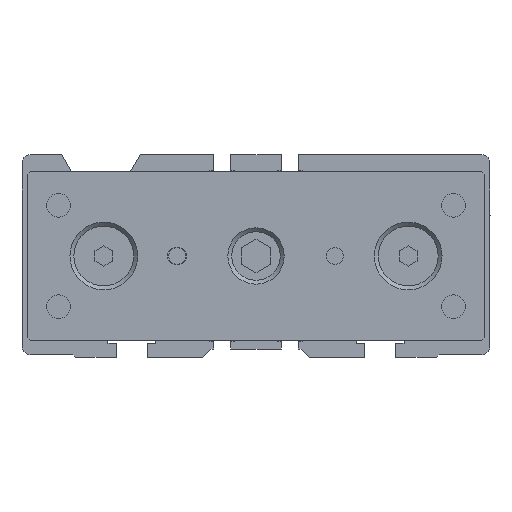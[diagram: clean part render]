
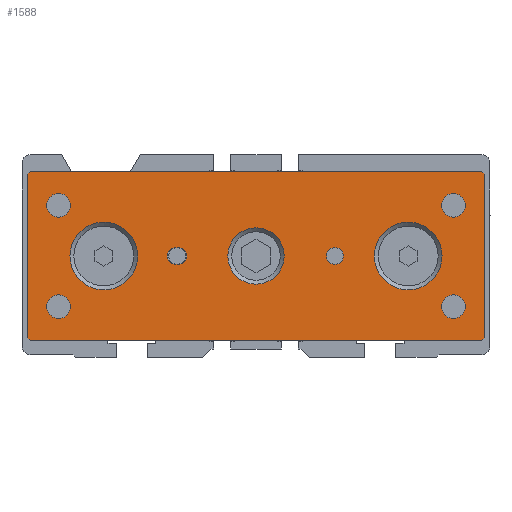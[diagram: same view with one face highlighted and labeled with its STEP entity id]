
A CAD part, left-side view. The second image highlights one B-rep face of the part: STEP entity #1588.
In plain terms, the highlighted planar face has unit normal (-1, 0, 0).
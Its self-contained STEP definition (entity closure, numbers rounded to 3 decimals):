
#1076=CARTESIAN_POINT('',(170.,-285.75,-1.5));
#1077=VERTEX_POINT('Vertex62',#1076);
#1084=CARTESIAN_POINT('',(170.,-286.25,-1.5));
#1085=VERTEX_POINT('Vertex63',#1084);
#1086=CARTESIAN_POINT('',(170.,-286.,-1.5));
#1087=DIRECTION('',(0.,1.,0.));
#1088=VECTOR('',#1087,1.);
#1089=LINE('nurbsCrv81',#1086,#1088);
#1090=EDGE_CURVE('Edge81',#1085,#1077,#1089,.T.);
#1168=CARTESIAN_POINT('',(170.,-315.5,0.));
#1169=VERTEX_POINT('Vertex67',#1168);
#1170=CARTESIAN_POINT('',(170.,-314.,0.));
#1171=DIRECTION('',(1.,0.,0.));
#1172=DIRECTION('',(0.,-1.,0.));
#1173=AXIS2_PLACEMENT_3D('',#1170,#1171,#1172);
#1174=CIRCLE('nurbsCrv88',#1173,1.5);
#1175=EDGE_CURVE('Edge88',#1169,#1169,#1174,.T.);
#1186=CARTESIAN_POINT('',(170.,-285.75,1.5));
#1187=VERTEX_POINT('Vertex68',#1186);
#1194=CARTESIAN_POINT('',(170.,-285.75,0.));
#1195=DIRECTION('',(1.,0.,0.));
#1196=DIRECTION('',(0.,0.,-1.));
#1197=AXIS2_PLACEMENT_3D('',#1194,#1195,#1196);
#1198=CIRCLE('nurbsCrv90',#1197,1.5);
#1199=EDGE_CURVE('Edge90',#1077,#1187,#1198,.T.);
#1212=CARTESIAN_POINT('',(170.,-286.25,1.5));
#1213=VERTEX_POINT('Vertex69',#1212);
#1214=CARTESIAN_POINT('',(170.,-286.25,0.));
#1215=DIRECTION('',(1.,0.,0.));
#1216=DIRECTION('',(0.,0.,1.));
#1217=AXIS2_PLACEMENT_3D('',#1214,#1215,#1216);
#1218=CIRCLE('nurbsCrv91',#1217,1.5);
#1219=EDGE_CURVE('Edge91',#1213,#1085,#1218,.T.);
#1237=CARTESIAN_POINT('',(170.,-286.,1.5));
#1238=DIRECTION('',(0.,-1.,0.));
#1239=VECTOR('',#1238,1.);
#1240=LINE('nurbsCrv93',#1237,#1239);
#1241=EDGE_CURVE('Edge93',#1187,#1213,#1240,.T.);
#1253=CARTESIAN_POINT('',(170.,-333.,0.));
#1254=VERTEX_POINT('Vertex70',#1253);
#1255=CARTESIAN_POINT('',(170.,-327.,0.));
#1256=DIRECTION('',(1.,0.,0.));
#1257=DIRECTION('',(0.,-1.,0.));
#1258=AXIS2_PLACEMENT_3D('',#1255,#1256,#1257);
#1259=CIRCLE('nurbsCrv94',#1258,6.);
#1260=EDGE_CURVE('Edge94',#1254,#1254,#1259,.T.);
#1273=CARTESIAN_POINT('',(170.,-305.,0.));
#1274=VERTEX_POINT('Vertex71',#1273);
#1275=CARTESIAN_POINT('',(170.,-300.,0.));
#1276=DIRECTION('',(1.,0.,0.));
#1277=DIRECTION('',(0.,-1.,0.));
#1278=AXIS2_PLACEMENT_3D('',#1275,#1276,#1277);
#1279=CIRCLE('nurbsCrv95',#1278,5.);
#1280=EDGE_CURVE('Edge95',#1274,#1274,#1279,.T.);
#1293=CARTESIAN_POINT('',(170.,-279.,0.));
#1294=VERTEX_POINT('Vertex72',#1293);
#1295=CARTESIAN_POINT('',(170.,-273.,0.));
#1296=DIRECTION('',(1.,0.,0.));
#1297=DIRECTION('',(0.,-1.,0.));
#1298=AXIS2_PLACEMENT_3D('',#1295,#1296,#1297);
#1299=CIRCLE('nurbsCrv96',#1298,6.);
#1300=EDGE_CURVE('Edge96',#1294,#1294,#1299,.T.);
#1317=CARTESIAN_POINT('',(170.,-337.1,-9.));
#1318=VERTEX_POINT('Vertex73',#1317);
#1319=CARTESIAN_POINT('',(170.,-335.,-9.));
#1320=DIRECTION('',(1.,0.,0.));
#1321=DIRECTION('',(0.,-1.,0.));
#1322=AXIS2_PLACEMENT_3D('',#1319,#1320,#1321);
#1323=CIRCLE('nurbsCrv97',#1322,2.1);
#1324=EDGE_CURVE('Edge97',#1318,#1318,#1323,.T.);
#1338=CARTESIAN_POINT('',(170.,-337.1,9.));
#1339=VERTEX_POINT('Vertex74',#1338);
#1340=CARTESIAN_POINT('',(170.,-335.,9.));
#1341=DIRECTION('',(1.,0.,0.));
#1342=DIRECTION('',(0.,-1.,0.));
#1343=AXIS2_PLACEMENT_3D('',#1340,#1341,#1342);
#1344=CIRCLE('nurbsCrv98',#1343,2.1);
#1345=EDGE_CURVE('Edge98',#1339,#1339,#1344,.T.);
#1359=CARTESIAN_POINT('',(170.,-267.1,-9.));
#1360=VERTEX_POINT('Vertex75',#1359);
#1361=CARTESIAN_POINT('',(170.,-265.,-9.));
#1362=DIRECTION('',(1.,0.,0.));
#1363=DIRECTION('',(0.,-1.,0.));
#1364=AXIS2_PLACEMENT_3D('',#1361,#1362,#1363);
#1365=CIRCLE('nurbsCrv99',#1364,2.1);
#1366=EDGE_CURVE('Edge99',#1360,#1360,#1365,.T.);
#1380=CARTESIAN_POINT('',(170.,-267.1,9.));
#1381=VERTEX_POINT('Vertex76',#1380);
#1382=CARTESIAN_POINT('',(170.,-265.,9.));
#1383=DIRECTION('',(1.,0.,0.));
#1384=DIRECTION('',(0.,-1.,0.));
#1385=AXIS2_PLACEMENT_3D('',#1382,#1383,#1384);
#1386=CIRCLE('nurbsCrv100',#1385,2.1);
#1387=EDGE_CURVE('Edge100',#1381,#1381,#1386,.T.);
#1398=CARTESIAN_POINT('',(170.,-259.5,14.5));
#1399=VERTEX_POINT('Vertex77',#1398);
#1406=CARTESIAN_POINT('',(170.,-260.,15.));
#1407=VERTEX_POINT('Vertex78',#1406);
#1408=CARTESIAN_POINT('',(170.,-259.75,14.75));
#1409=DIRECTION('',(0.,0.707,-0.707));
#1410=VECTOR('',#1409,1.);
#1411=LINE('nurbsCrv102',#1408,#1410);
#1412=EDGE_CURVE('Edge102',#1407,#1399,#1411,.T.);
#1429=CARTESIAN_POINT('',(170.,-259.5,-14.5));
#1430=VERTEX_POINT('Vertex79',#1429);
#1437=CARTESIAN_POINT('',(170.,-259.5,0.));
#1438=DIRECTION('',(0.,0.,1.));
#1439=VECTOR('',#1438,1.);
#1440=LINE('nurbsCrv105',#1437,#1439);
#1441=EDGE_CURVE('Edge105',#1430,#1399,#1440,.T.);
#1453=CARTESIAN_POINT('',(170.,-260.,-15.));
#1454=VERTEX_POINT('Vertex80',#1453);
#1461=CARTESIAN_POINT('',(170.,-259.75,-14.75));
#1462=DIRECTION('',(0.,0.707,0.707));
#1463=VECTOR('',#1462,1.);
#1464=LINE('nurbsCrv107',#1461,#1463);
#1465=EDGE_CURVE('Edge107',#1454,#1430,#1464,.T.);
#1477=CARTESIAN_POINT('',(170.,-340.,-15.));
#1478=VERTEX_POINT('Vertex81',#1477);
#1485=CARTESIAN_POINT('',(170.,-300.,-15.));
#1486=DIRECTION('',(0.,1.,0.));
#1487=VECTOR('',#1486,1.);
#1488=LINE('nurbsCrv109',#1485,#1487);
#1489=EDGE_CURVE('Edge109',#1478,#1454,#1488,.T.);
#1501=CARTESIAN_POINT('',(170.,-340.5,-14.5));
#1502=VERTEX_POINT('Vertex82',#1501);
#1509=CARTESIAN_POINT('',(170.,-340.25,-14.75));
#1510=DIRECTION('',(0.,-0.707,0.707));
#1511=VECTOR('',#1510,1.);
#1512=LINE('nurbsCrv111',#1509,#1511);
#1513=EDGE_CURVE('Edge111',#1478,#1502,#1512,.T.);
#1524=CARTESIAN_POINT('',(170.,-340.5,14.5));
#1525=VERTEX_POINT('Vertex84',#1524);
#1526=CARTESIAN_POINT('',(170.,-340.,15.));
#1527=VERTEX_POINT('Vertex83',#1526);
#1528=CARTESIAN_POINT('',(170.,-340.25,14.75));
#1529=DIRECTION('',(0.,0.707,0.707));
#1530=VECTOR('',#1529,1.);
#1531=LINE('nurbsCrv112',#1528,#1530);
#1532=EDGE_CURVE('Edge112',#1525,#1527,#1531,.T.);
#1533=ORIENTED_EDGE('Edgeuse205',*,*,#1532,.T.);
#1534=CARTESIAN_POINT('',(170.,-300.,15.));
#1535=DIRECTION('',(0.,1.,0.));
#1536=VECTOR('',#1535,1.);
#1537=LINE('nurbsCrv113',#1534,#1536);
#1538=EDGE_CURVE('Edge113',#1527,#1407,#1537,.T.);
#1539=ORIENTED_EDGE('Edgeuse206',*,*,#1538,.T.);
#1540=ORIENTED_EDGE('Edgeuse207',*,*,#1412,.T.);
#1541=ORIENTED_EDGE('Edgeuse208',*,*,#1441,.F.);
#1542=ORIENTED_EDGE('Edgeuse209',*,*,#1465,.F.);
#1543=ORIENTED_EDGE('Edgeuse210',*,*,#1489,.F.);
#1544=ORIENTED_EDGE('Edgeuse211',*,*,#1513,.T.);
#1545=CARTESIAN_POINT('',(170.,-340.5,0.));
#1546=DIRECTION('',(0.,0.,1.));
#1547=VECTOR('',#1546,1.);
#1548=LINE('nurbsCrv114',#1545,#1547);
#1549=EDGE_CURVE('Edge114',#1502,#1525,#1548,.T.);
#1550=ORIENTED_EDGE('Edgeuse212',*,*,#1549,.T.);
#1551=EDGE_LOOP('',(#1533,#1539,#1540,#1541,#1542,#1543,#1544,#1550));
#1552=FACE_OUTER_BOUND('',#1551,.T.);
#1553=ORIENTED_EDGE('Edgeuse213',*,*,#1260,.T.);
#1554=EDGE_LOOP('',(#1553));
#1555=FACE_BOUND('',#1554,.T.);
#1556=ORIENTED_EDGE('Edgeuse214',*,*,#1280,.T.);
#1557=EDGE_LOOP('',(#1556));
#1558=FACE_BOUND('',#1557,.T.);
#1559=ORIENTED_EDGE('Edgeuse215',*,*,#1300,.T.);
#1560=EDGE_LOOP('',(#1559));
#1561=FACE_BOUND('',#1560,.T.);
#1562=ORIENTED_EDGE('Edgeuse216',*,*,#1175,.T.);
#1563=EDGE_LOOP('',(#1562));
#1564=FACE_BOUND('',#1563,.T.);
#1565=ORIENTED_EDGE('Edgeuse217',*,*,#1199,.T.);
#1566=ORIENTED_EDGE('Edgeuse218',*,*,#1241,.T.);
#1567=ORIENTED_EDGE('Edgeuse219',*,*,#1219,.T.);
#1568=ORIENTED_EDGE('Edgeuse220',*,*,#1090,.T.);
#1569=EDGE_LOOP('',(#1565,#1566,#1567,#1568));
#1570=FACE_BOUND('',#1569,.T.);
#1571=ORIENTED_EDGE('Edgeuse201',*,*,#1387,.T.);
#1572=EDGE_LOOP('',(#1571));
#1573=FACE_BOUND('',#1572,.T.);
#1574=ORIENTED_EDGE('Edgeuse202',*,*,#1366,.T.);
#1575=EDGE_LOOP('',(#1574));
#1576=FACE_BOUND('',#1575,.T.);
#1577=ORIENTED_EDGE('Edgeuse203',*,*,#1345,.T.);
#1578=EDGE_LOOP('',(#1577));
#1579=FACE_BOUND('',#1578,.T.);
#1580=ORIENTED_EDGE('Edgeuse204',*,*,#1324,.T.);
#1581=EDGE_LOOP('',(#1580));
#1582=FACE_BOUND('',#1581,.T.);
#1583=CARTESIAN_POINT('',(170.,-300.,0.));
#1584=DIRECTION('',(-1.,0.,0.));
#1585=DIRECTION('',(0.,-1.,0.));
#1586=AXIS2_PLACEMENT_3D('',#1583,#1584,#1585);
#1587=PLANE('nurbsSrf52',#1586);
#1588=ADVANCED_FACE('Face52',(#1552,#1555,#1558,#1561,#1564,#1570,#1573,#1576,
#1579,#1582),#1587,.T.);
